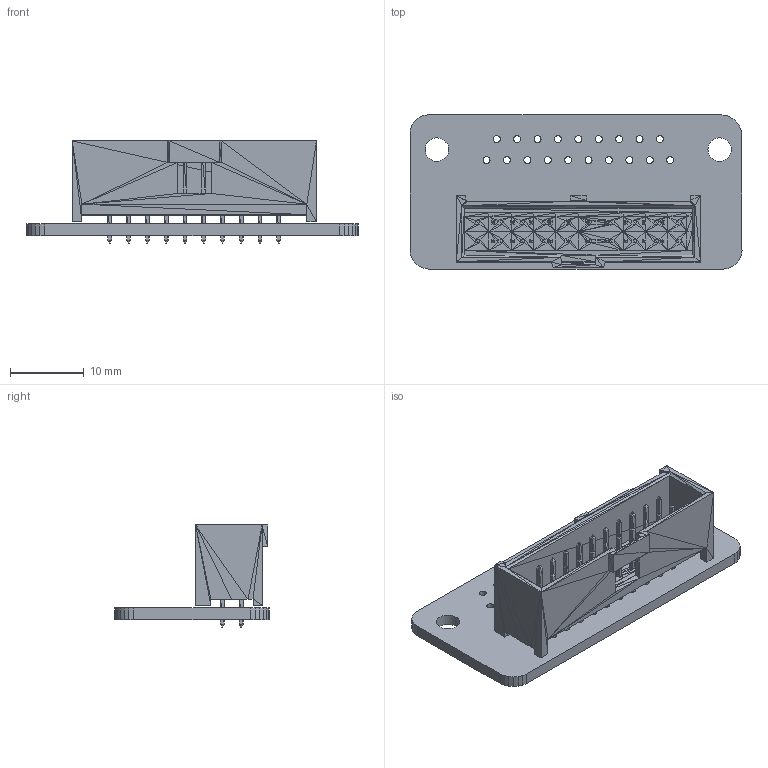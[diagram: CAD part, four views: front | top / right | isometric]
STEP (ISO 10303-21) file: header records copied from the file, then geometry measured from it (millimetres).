
FILE_DESCRIPTION(('for SolidWorks'),'2;1');
FILE_NAME('DB19M-IDC20.step','2022-10-05T18:47:48',('mozzwald'),('' ),'Open CASCADE STEP processor 6.6','DipTrace','Unknown');
FILE_SCHEMA(('AUTOMOTIVE_DESIGN { 1 0 10303 214 1 1 1 1 }'));
Length unit declared in the file: millimetre
Products named in the file (3): PCB_DB19M-IDC20; Board_DB19M-IDC20; idc20m
Assembly tree (2 placements, depth 2):
  PCB_DB19M-IDC20
    Board_DB19M-IDC20
    idc20m
Bounding box: 45.09 x 20.95 x 13.85 mm (x, y, z)
Volume: 1421.6 mm3; surface area: 5049.8 mm2
Topology: 1 solids, 243 shells, 2243 faces, 3465 edges, 1701 vertices
Faces by surface type: plane 2202, cylinder 41
Full cylindrical faces by diameter (mm): 0.95 x19, 0.965 x20, 3.2 x2
Entity records: 63295 total; most frequent: DIRECTION 8039, CARTESIAN_POINT 7412, ORIENTED_EDGE 6930, EDGE_CURVE 3465, LINE 3383, VECTOR 3383, PRESENTATION_STYLE_ASSIGNMENT 2415, SURFACE_STYLE_USAGE 2415
